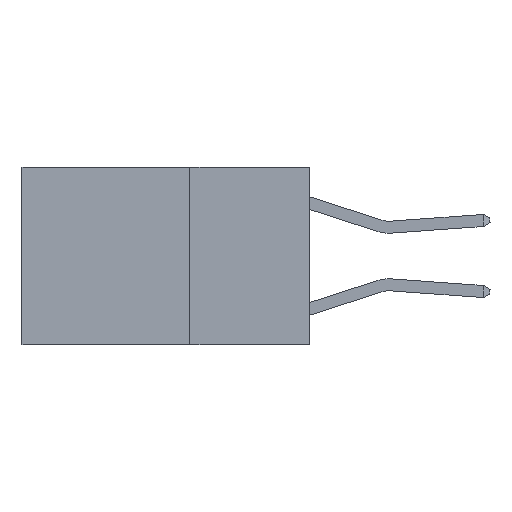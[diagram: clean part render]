
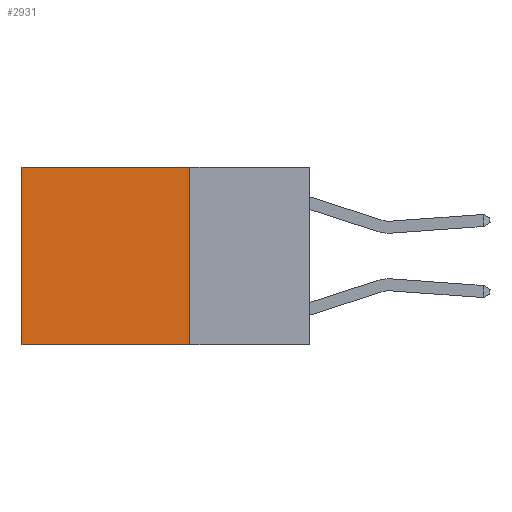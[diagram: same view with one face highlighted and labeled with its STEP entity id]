
A CAD part, left-side view. The second image highlights one B-rep face of the part: STEP entity #2931.
In plain terms, the highlighted planar face has unit normal (-1, 0, 0).
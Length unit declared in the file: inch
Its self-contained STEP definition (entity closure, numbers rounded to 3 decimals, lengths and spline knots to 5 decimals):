
#343 = CARTESIAN_POINT ( 'NONE',  ( 0.2625, 0.25, 0. ) ) ;
#408 = DIRECTION ( 'NONE',  ( 0., 1., 0. ) ) ;
#491 = VERTEX_POINT ( 'NONE', #6895 ) ;
#571 = VECTOR ( 'NONE', #408, 39.37008 ) ;
#732 = VERTEX_POINT ( 'NONE', #2476 ) ;
#1113 = ORIENTED_EDGE ( 'NONE', *, *, #3542, .F. ) ;
#1119 = CARTESIAN_POINT ( 'NONE',  ( 0.2625, 0.25, 0. ) ) ;
#2476 = CARTESIAN_POINT ( 'NONE',  ( 0.2625, 0.25, -0.37 ) ) ;
#2802 = EDGE_CURVE ( 'NONE', #6342, #5013, #3059, .T. ) ;
#2931 = ADVANCED_FACE ( 'NONE', ( #5745 ), #7574, .F. ) ;
#3059 = LINE ( 'NONE', #5968, #571 ) ;
#3542 = EDGE_CURVE ( 'NONE', #6342, #732, #5964, .T. ) ;
#3691 = EDGE_CURVE ( 'NONE', #732, #491, #9788, .T. ) ;
#3977 = CARTESIAN_POINT ( 'NONE',  ( 0.2625, 0.25, 0. ) ) ;
#4399 = ORIENTED_EDGE ( 'NONE', *, *, #2802, .T. ) ;
#4914 = CARTESIAN_POINT ( 'NONE',  ( 0.2625, 0.6, 0. ) ) ;
#5013 = VERTEX_POINT ( 'NONE', #10423 ) ;
#5745 = FACE_OUTER_BOUND ( 'NONE', #10301, .T. ) ;
#5964 = LINE ( 'NONE', #343, #9214 ) ;
#5968 = CARTESIAN_POINT ( 'NONE',  ( 0.2625, 0.25, 0. ) ) ;
#6070 = DIRECTION ( 'NONE',  ( 0., 0., -1. ) ) ;
#6226 = VECTOR ( 'NONE', #8037, 39.37008 ) ;
#6342 = VERTEX_POINT ( 'NONE', #1119 ) ;
#6719 = ORIENTED_EDGE ( 'NONE', *, *, #3691, .F. ) ;
#6895 = CARTESIAN_POINT ( 'NONE',  ( 0.2625, 0.6, -0.37 ) ) ;
#7574 = PLANE ( 'NONE',  #10369 ) ;
#7647 = LINE ( 'NONE', #4914, #8567 ) ;
#7845 = DIRECTION ( 'NONE',  ( 1., 0., 0. ) ) ;
#8037 = DIRECTION ( 'NONE',  ( 0., 1., 0. ) ) ;
#8563 = DIRECTION ( 'NONE',  ( 0., 0., -1. ) ) ;
#8567 = VECTOR ( 'NONE', #8563, 39.37008 ) ;
#8754 = EDGE_CURVE ( 'NONE', #5013, #491, #7647, .T. ) ;
#8963 = CARTESIAN_POINT ( 'NONE',  ( 0.2625, 0.25, -0.37 ) ) ;
#9214 = VECTOR ( 'NONE', #6070, 39.37008 ) ;
#9493 = ORIENTED_EDGE ( 'NONE', *, *, #8754, .T. ) ;
#9788 = LINE ( 'NONE', #8963, #6226 ) ;
#10301 = EDGE_LOOP ( 'NONE', ( #9493, #6719, #1113, #4399 ) ) ;
#10369 = AXIS2_PLACEMENT_3D ( 'NONE', #3977, #7845, #10709 ) ;
#10423 = CARTESIAN_POINT ( 'NONE',  ( 0.2625, 0.6, 0. ) ) ;
#10709 = DIRECTION ( 'NONE',  ( 0., 0., -1. ) ) ;
